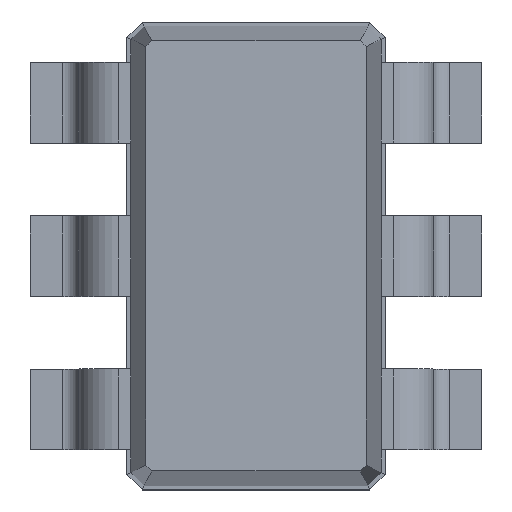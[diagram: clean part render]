
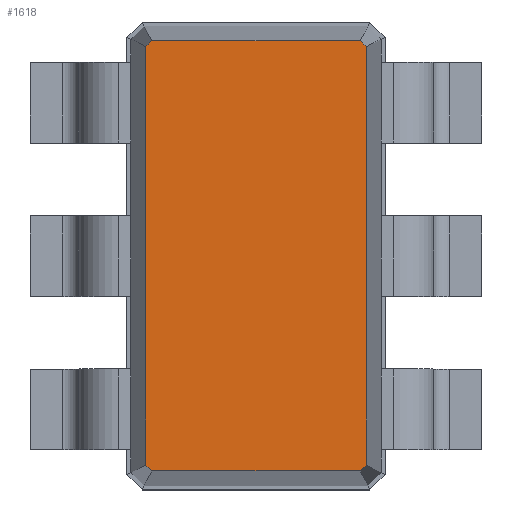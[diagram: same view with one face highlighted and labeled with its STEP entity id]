
A CAD part, top view. The second image highlights one B-rep face of the part: STEP entity #1618.
In plain terms, the highlighted planar face has unit normal (0, 0, 1).
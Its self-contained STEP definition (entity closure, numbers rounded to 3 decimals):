
#13=DIRECTION('',(0.,0.,1.));
#27=VECTOR('',#28,1.);
#28=DIRECTION('',(1.,0.,0.));
#51=VECTOR('',#52,1.);
#52=DIRECTION('',(0.707,-0.707,0.));
#58=VECTOR('',#59,1.);
#59=DIRECTION('',(0.,-1.,0.));
#65=VECTOR('',#66,1.);
#66=DIRECTION('',(-0.707,-0.707,0.));
#72=VECTOR('',#73,1.);
#73=DIRECTION('',(-1.,0.,0.));
#79=VECTOR('',#80,1.);
#80=DIRECTION('',(-0.707,0.707,0.));
#86=VECTOR('',#87,1.);
#87=DIRECTION('',(0.,1.,0.));
#91=VECTOR('',#92,1.);
#92=DIRECTION('',(0.707,0.707,0.));
#628=VERTEX_POINT('',#629);
#629=CARTESIAN_POINT('',(0.647,1.334,1.55));
#632=EDGE_CURVE('',#633,#628,#635,.T.);
#633=VERTEX_POINT('',#634);
#634=CARTESIAN_POINT('',(-0.647,1.334,1.55));
#635=LINE('',#634,#27);
#1610=VERTEX_POINT('',#1611);
#1611=CARTESIAN_POINT('',(0.684,1.297,1.55));
#1614=EDGE_CURVE('',#628,#1610,#1615,.T.);
#1615=LINE('',#629,#51);
#1618=ADVANCED_FACE('',(#1619),#1651,.T.);
#1619=FACE_BOUND('',#1620,.F.);
#1620=EDGE_LOOP('',(#1621,#1622,#1623,#1628,#1633,#1638,#1643,#1648));
#1621=ORIENTED_EDGE('',*,*,#632,.T.);
#1622=ORIENTED_EDGE('',*,*,#1614,.T.);
#1623=ORIENTED_EDGE('',*,*,#1624,.T.);
#1624=EDGE_CURVE('',#1610,#1625,#1627,.T.);
#1625=VERTEX_POINT('',#1626);
#1626=CARTESIAN_POINT('',(0.684,-1.297,1.55));
#1627=LINE('',#1611,#58);
#1628=ORIENTED_EDGE('',*,*,#1629,.T.);
#1629=EDGE_CURVE('',#1625,#1630,#1632,.T.);
#1630=VERTEX_POINT('',#1631);
#1631=CARTESIAN_POINT('',(0.647,-1.334,1.55));
#1632=LINE('',#1626,#65);
#1633=ORIENTED_EDGE('',*,*,#1634,.T.);
#1634=EDGE_CURVE('',#1630,#1635,#1637,.T.);
#1635=VERTEX_POINT('',#1636);
#1636=CARTESIAN_POINT('',(-0.647,-1.334,1.55));
#1637=LINE('',#1631,#72);
#1638=ORIENTED_EDGE('',*,*,#1639,.T.);
#1639=EDGE_CURVE('',#1635,#1640,#1642,.T.);
#1640=VERTEX_POINT('',#1641);
#1641=CARTESIAN_POINT('',(-0.684,-1.297,1.55));
#1642=LINE('',#1636,#79);
#1643=ORIENTED_EDGE('',*,*,#1644,.T.);
#1644=EDGE_CURVE('',#1640,#1645,#1647,.T.);
#1645=VERTEX_POINT('',#1646);
#1646=CARTESIAN_POINT('',(-0.684,1.297,1.55));
#1647=LINE('',#1641,#86);
#1648=ORIENTED_EDGE('',*,*,#1649,.T.);
#1649=EDGE_CURVE('',#1645,#633,#1650,.T.);
#1650=LINE('',#1646,#91);
#1651=PLANE('',#1652);
#1652=AXIS2_PLACEMENT_3D('',#634,#13,#1653);
#1653=DIRECTION('',(0.436,-0.9,0.));
